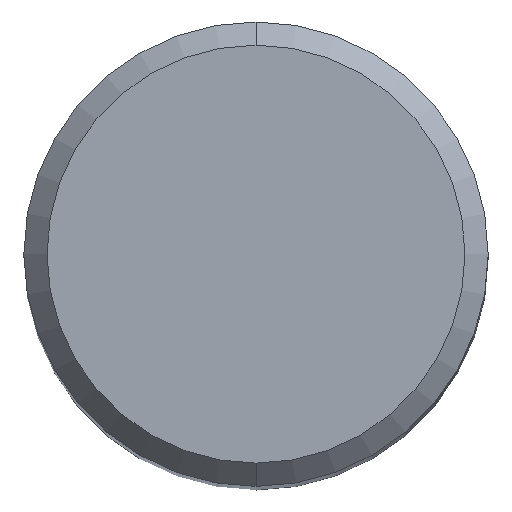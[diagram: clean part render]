
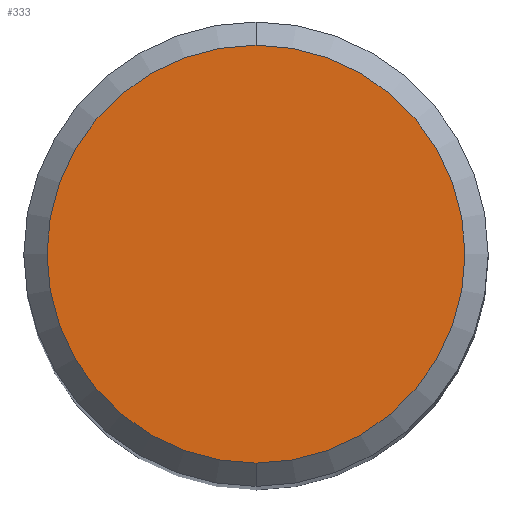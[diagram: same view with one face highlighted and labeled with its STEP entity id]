
A CAD part, top view. The second image highlights one B-rep face of the part: STEP entity #333.
In plain terms, the highlighted planar face has unit normal (0, 0, 1).
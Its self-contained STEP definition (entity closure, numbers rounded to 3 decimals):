
#209=VERTEX_POINT('',#568);
#233=EDGE_CURVE('',#209,#521,#594,.T.);
#333=ADVANCED_FACE('',(#704),#705,.T.);
#467=EDGE_CURVE('',#521,#209,#859,.T.);
#521=VERTEX_POINT('',#916);
#568=CARTESIAN_POINT('',(0.0,3.6,0.0));
#594=CIRCLE('',#997,3.6);
#704=FACE_OUTER_BOUND('',#1208,.T.);
#705=PLANE('',#1209);
#859=CIRCLE('',#1527,3.6);
#916=CARTESIAN_POINT('',(0.,-3.6,0.0));
#997=AXIS2_PLACEMENT_3D('',#1703,#1704,#1705);
#1208=EDGE_LOOP('',(#1838,#1839));
#1209=AXIS2_PLACEMENT_3D('',#1840,#1841,#1842);
#1527=AXIS2_PLACEMENT_3D('',#2031,#2032,#2033);
#1703=CARTESIAN_POINT('',(0.0,0.0,0.0));
#1704=DIRECTION('',(0.0,0.0,-1.0));
#1705=DIRECTION('',(0.0,1.0,0.0));
#1838=ORIENTED_EDGE('',*,*,#233,.F.);
#1839=ORIENTED_EDGE('',*,*,#467,.F.);
#1840=CARTESIAN_POINT('',(0.0,1.8,0.0));
#1841=DIRECTION('',(-0.0,0.0,1.0));
#1842=DIRECTION('',(0.0,-1.0,0.0));
#2031=CARTESIAN_POINT('',(0.0,0.0,0.0));
#2032=DIRECTION('',(0.0,0.0,-1.0));
#2033=DIRECTION('',(0.0,1.0,0.0));
